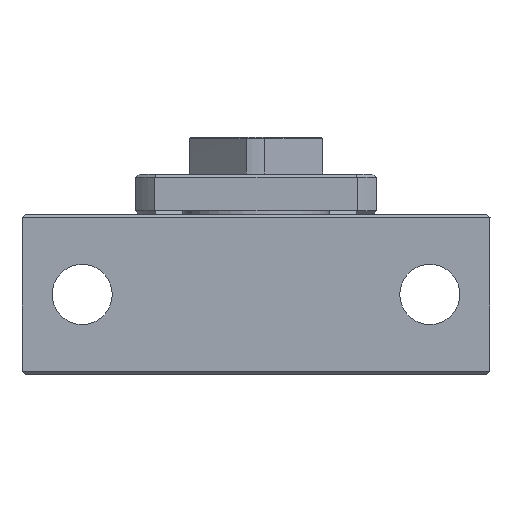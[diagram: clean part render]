
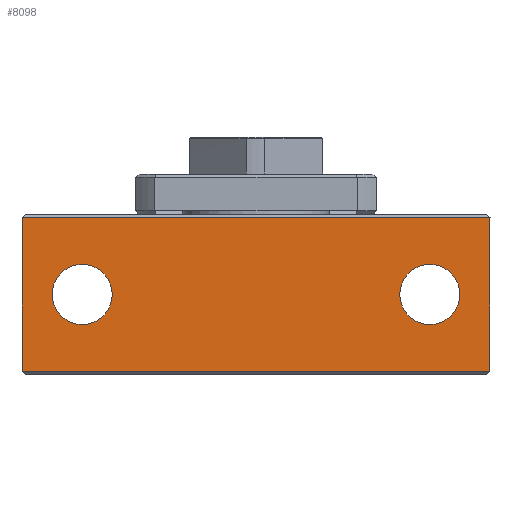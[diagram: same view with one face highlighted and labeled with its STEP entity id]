
A CAD part, front view. The second image highlights one B-rep face of the part: STEP entity #8098.
In plain terms, the highlighted planar face has unit normal (0, 1, 0).
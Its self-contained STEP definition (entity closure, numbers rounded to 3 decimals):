
#341 = CARTESIAN_POINT ( 'NONE',  ( -38.663, -15.908, -11.5 ) ) ;
#420 = PLANE ( 'NONE',  #17397 ) ;
#694 = CIRCLE ( 'NONE', #17102, 4.5 ) ;
#727 = CARTESIAN_POINT ( 'NONE',  ( -29.663, -15.908, -4.5 ) ) ;
#1171 = CARTESIAN_POINT ( 'NONE',  ( -38.663, -15.908, 11.5 ) ) ;
#1502 = DIRECTION ( 'NONE',  ( 0., 0., 1. ) ) ;
#2207 = CARTESIAN_POINT ( 'NONE',  ( 22.337, -15.908, 0. ) ) ;
#2397 = EDGE_CURVE ( 'NONE', #9653, #24497, #21071, .T. ) ;
#3147 = DIRECTION ( 'NONE',  ( 0., 0., 1. ) ) ;
#3254 = LINE ( 'NONE', #15315, #9967 ) ;
#3383 = FACE_BOUND ( 'NONE', #23091, .T. ) ;
#3898 = AXIS2_PLACEMENT_3D ( 'NONE', #15293, #21145, #1502 ) ;
#4372 = ORIENTED_EDGE ( 'NONE', *, *, #10867, .T. ) ;
#4790 = CARTESIAN_POINT ( 'NONE',  ( -3.663, -15.908, 11.5 ) ) ;
#4938 = FACE_BOUND ( 'NONE', #20561, .T. ) ;
#5992 = VECTOR ( 'NONE', #12236, 1000. ) ;
#6242 = LINE ( 'NONE', #24528, #23432 ) ;
#6730 = CARTESIAN_POINT ( 'NONE',  ( 22.337, -15.908, -4.5 ) ) ;
#7711 = ORIENTED_EDGE ( 'NONE', *, *, #13505, .T. ) ;
#8098 = ADVANCED_FACE ( 'NONE', ( #4938, #3383, #24895 ), #420, .T. ) ;
#8350 = VERTEX_POINT ( 'NONE', #23579 ) ;
#9653 = VERTEX_POINT ( 'NONE', #727 ) ;
#9821 = VERTEX_POINT ( 'NONE', #20868 ) ;
#9909 = DIRECTION ( 'NONE',  ( 0., -1., 0. ) ) ;
#9967 = VECTOR ( 'NONE', #17284, 1000. ) ;
#10039 = CARTESIAN_POINT ( 'NONE',  ( 31.337, -15.908, 11.5 ) ) ;
#10694 = VERTEX_POINT ( 'NONE', #6730 ) ;
#10867 = EDGE_CURVE ( 'NONE', #10694, #8350, #20183, .T. ) ;
#10955 = DIRECTION ( 'NONE',  ( 0., 0., 1. ) ) ;
#11920 = CARTESIAN_POINT ( 'NONE',  ( -29.663, -15.908, 4.5 ) ) ;
#12236 = DIRECTION ( 'NONE',  ( 1., 0., 0. ) ) ;
#12497 = VECTOR ( 'NONE', #23394, 1000. ) ;
#13035 = EDGE_CURVE ( 'NONE', #24497, #9653, #17293, .T. ) ;
#13505 = EDGE_CURVE ( 'NONE', #17018, #14926, #6242, .T. ) ;
#14030 = DIRECTION ( 'NONE',  ( 0., 0., 1. ) ) ;
#14111 = DIRECTION ( 'NONE',  ( 0., 1., 0. ) ) ;
#14603 = ORIENTED_EDGE ( 'NONE', *, *, #23818, .T. ) ;
#14926 = VERTEX_POINT ( 'NONE', #1171 ) ;
#15293 = CARTESIAN_POINT ( 'NONE',  ( -29.663, -15.908, 0. ) ) ;
#15315 = CARTESIAN_POINT ( 'NONE',  ( 31.337, -15.908, 0. ) ) ;
#15364 = DIRECTION ( 'NONE',  ( 0., 0., 1. ) ) ;
#16362 = EDGE_CURVE ( 'NONE', #9821, #17018, #22366, .T. ) ;
#16725 = EDGE_LOOP ( 'NONE', ( #14603, #17587, #25149, #7711 ) ) ;
#17018 = VERTEX_POINT ( 'NONE', #25069 ) ;
#17102 = AXIS2_PLACEMENT_3D ( 'NONE', #17414, #21374, #21463 ) ;
#17284 = DIRECTION ( 'NONE',  ( 0., 0., -1. ) ) ;
#17293 = CIRCLE ( 'NONE', #3898, 4.5 ) ;
#17312 = ORIENTED_EDGE ( 'NONE', *, *, #13035, .T. ) ;
#17353 = DIRECTION ( 'NONE',  ( 0., -1., 0. ) ) ;
#17360 = CARTESIAN_POINT ( 'NONE',  ( -3.663, -15.908, -11.5 ) ) ;
#17397 = AXIS2_PLACEMENT_3D ( 'NONE', #341, #14111, #14030 ) ;
#17414 = CARTESIAN_POINT ( 'NONE',  ( 22.337, -15.908, 0. ) ) ;
#17546 = EDGE_CURVE ( 'NONE', #18659, #9821, #3254, .T. ) ;
#17587 = ORIENTED_EDGE ( 'NONE', *, *, #17546, .T. ) ;
#17675 = AXIS2_PLACEMENT_3D ( 'NONE', #25096, #17353, #15364 ) ;
#17871 = ORIENTED_EDGE ( 'NONE', *, *, #19127, .T. ) ;
#18263 = LINE ( 'NONE', #4790, #5992 ) ;
#18659 = VERTEX_POINT ( 'NONE', #10039 ) ;
#19127 = EDGE_CURVE ( 'NONE', #8350, #10694, #694, .T. ) ;
#20183 = CIRCLE ( 'NONE', #20931, 4.5 ) ;
#20561 = EDGE_LOOP ( 'NONE', ( #17871, #4372 ) ) ;
#20868 = CARTESIAN_POINT ( 'NONE',  ( 31.337, -15.908, -11.5 ) ) ;
#20931 = AXIS2_PLACEMENT_3D ( 'NONE', #2207, #9909, #3147 ) ;
#21071 = CIRCLE ( 'NONE', #17675, 4.5 ) ;
#21145 = DIRECTION ( 'NONE',  ( 0., -1., 0. ) ) ;
#21374 = DIRECTION ( 'NONE',  ( 0., -1., 0. ) ) ;
#21463 = DIRECTION ( 'NONE',  ( 0., 0., 1. ) ) ;
#22366 = LINE ( 'NONE', #17360, #12497 ) ;
#23091 = EDGE_LOOP ( 'NONE', ( #17312, #23509 ) ) ;
#23394 = DIRECTION ( 'NONE',  ( -1., 0., 0. ) ) ;
#23432 = VECTOR ( 'NONE', #10955, 1000. ) ;
#23509 = ORIENTED_EDGE ( 'NONE', *, *, #2397, .T. ) ;
#23579 = CARTESIAN_POINT ( 'NONE',  ( 22.337, -15.908, 4.5 ) ) ;
#23818 = EDGE_CURVE ( 'NONE', #14926, #18659, #18263, .T. ) ;
#24497 = VERTEX_POINT ( 'NONE', #11920 ) ;
#24528 = CARTESIAN_POINT ( 'NONE',  ( -38.663, -15.908, 0. ) ) ;
#24895 = FACE_OUTER_BOUND ( 'NONE', #16725, .T. ) ;
#25069 = CARTESIAN_POINT ( 'NONE',  ( -38.663, -15.908, -11.5 ) ) ;
#25096 = CARTESIAN_POINT ( 'NONE',  ( -29.663, -15.908, 0. ) ) ;
#25149 = ORIENTED_EDGE ( 'NONE', *, *, #16362, .T. ) ;
